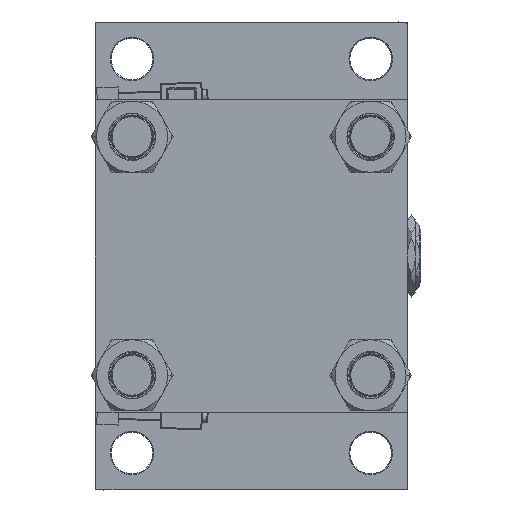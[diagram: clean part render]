
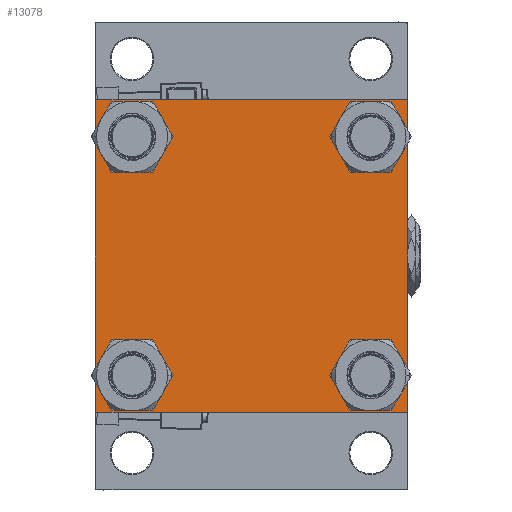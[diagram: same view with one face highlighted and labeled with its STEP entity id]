
A CAD part, left-side view. The second image highlights one B-rep face of the part: STEP entity #13078.
In plain terms, the highlighted planar face has unit normal (-1, 0, 0).
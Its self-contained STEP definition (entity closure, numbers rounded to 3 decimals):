
#182 = CARTESIAN_POINT ( 'NONE',  ( 0., 62.95, -62.95 ) ) ;
#421 = CARTESIAN_POINT ( 'NONE',  ( 0., 82., 82.5 ) ) ;
#549 = CARTESIAN_POINT ( 'NONE',  ( 0., -82., 82.5 ) ) ;
#594 = DIRECTION ( 'NONE',  ( 0., 0., -1. ) ) ;
#770 = EDGE_CURVE ( 'NONE', #49321, #30353, #17254, .T. ) ;
#1103 = ORIENTED_EDGE ( 'NONE', *, *, #4998, .F. ) ;
#2000 = CARTESIAN_POINT ( 'NONE',  ( 0., 62.95, 51.45 ) ) ;
#2133 = DIRECTION ( 'NONE',  ( 0., 0., 1. ) ) ;
#3002 = DIRECTION ( 'NONE',  ( 1., 0., 0. ) ) ;
#3666 = DIRECTION ( 'NONE',  ( 0., -0.707, -0.707 ) ) ;
#3912 = LINE ( 'NONE', #39374, #44414 ) ;
#4349 = CARTESIAN_POINT ( 'NONE',  ( 0., -62.95, 74.45 ) ) ;
#4370 = FACE_BOUND ( 'NONE', #40984, .T. ) ;
#4489 = AXIS2_PLACEMENT_3D ( 'NONE', #11094, #3002, #7410 ) ;
#4626 = DIRECTION ( 'NONE',  ( 0., 0., 1. ) ) ;
#4886 = FACE_OUTER_BOUND ( 'NONE', #21486, .T. ) ;
#4998 = EDGE_CURVE ( 'NONE', #13741, #35039, #12497, .T. ) ;
#5181 = ORIENTED_EDGE ( 'NONE', *, *, #39096, .T. ) ;
#5341 = CARTESIAN_POINT ( 'NONE',  ( 0., 82.5, -82. ) ) ;
#5415 = FACE_BOUND ( 'NONE', #18746, .T. ) ;
#5696 = ORIENTED_EDGE ( 'NONE', *, *, #770, .T. ) ;
#6158 = CIRCLE ( 'NONE', #39433, 11.5 ) ;
#6355 = CARTESIAN_POINT ( 'NONE',  ( 0., -62.95, -74.45 ) ) ;
#7077 = VERTEX_POINT ( 'NONE', #13097 ) ;
#7410 = DIRECTION ( 'NONE',  ( 0., 0., 1. ) ) ;
#8324 = ORIENTED_EDGE ( 'NONE', *, *, #33367, .F. ) ;
#9258 = LINE ( 'NONE', #41323, #9265 ) ;
#9265 = VECTOR ( 'NONE', #48902, 1000. ) ;
#9387 = VECTOR ( 'NONE', #39302, 1000. ) ;
#9917 = CARTESIAN_POINT ( 'NONE',  ( 0., 62.95, 62.95 ) ) ;
#10282 = EDGE_LOOP ( 'NONE', ( #5696, #49217 ) ) ;
#10668 = LINE ( 'NONE', #23407, #9387 ) ;
#11094 = CARTESIAN_POINT ( 'NONE',  ( 0., -62.95, -62.95 ) ) ;
#11209 = CARTESIAN_POINT ( 'NONE',  ( 0., -62.95, -51.45 ) ) ;
#11739 = LINE ( 'NONE', #39363, #28494 ) ;
#11807 = CARTESIAN_POINT ( 'NONE',  ( 0., 62.95, 74.45 ) ) ;
#12072 = VERTEX_POINT ( 'NONE', #5341 ) ;
#12439 = ORIENTED_EDGE ( 'NONE', *, *, #15650, .T. ) ;
#12497 = LINE ( 'NONE', #28382, #16525 ) ;
#12716 = CARTESIAN_POINT ( 'NONE',  ( 0., 0., 0. ) ) ;
#13078 = ADVANCED_FACE ( 'NONE', ( #4370, #5415, #43984, #21334, #4886 ), #24440, .T. ) ;
#13097 = CARTESIAN_POINT ( 'NONE',  ( 0., -62.95, 51.45 ) ) ;
#13613 = CARTESIAN_POINT ( 'NONE',  ( 0., -62.95, -62.95 ) ) ;
#13741 = VERTEX_POINT ( 'NONE', #421 ) ;
#13755 = ORIENTED_EDGE ( 'NONE', *, *, #39142, .T. ) ;
#15286 = VERTEX_POINT ( 'NONE', #6355 ) ;
#15382 = VECTOR ( 'NONE', #594, 1000. ) ;
#15532 = EDGE_CURVE ( 'NONE', #25108, #15286, #46844, .T. ) ;
#15650 = EDGE_CURVE ( 'NONE', #12072, #21285, #11739, .T. ) ;
#15978 = CARTESIAN_POINT ( 'NONE',  ( 0., 82.5, 82.5 ) ) ;
#15985 = EDGE_CURVE ( 'NONE', #21285, #51276, #10668, .T. ) ;
#16085 = VERTEX_POINT ( 'NONE', #4349 ) ;
#16125 = CARTESIAN_POINT ( 'NONE',  ( 0., 62.95, -74.45 ) ) ;
#16158 = CARTESIAN_POINT ( 'NONE',  ( 0., -82.25, -82.25 ) ) ;
#16525 = VECTOR ( 'NONE', #40369, 1000. ) ;
#17157 = CARTESIAN_POINT ( 'NONE',  ( 0., 82.25, 82.25 ) ) ;
#17254 = CIRCLE ( 'NONE', #34726, 11.5 ) ;
#17463 = CARTESIAN_POINT ( 'NONE',  ( 0., -62.95, 62.95 ) ) ;
#17826 = CARTESIAN_POINT ( 'NONE',  ( 0., 82.5, 82. ) ) ;
#18021 = EDGE_CURVE ( 'NONE', #30353, #49321, #35291, .T. ) ;
#18077 = DIRECTION ( 'NONE',  ( 1., 0., 0. ) ) ;
#18560 = EDGE_CURVE ( 'NONE', #15286, #25108, #46138, .T. ) ;
#18657 = VECTOR ( 'NONE', #28656, 1000. ) ;
#18746 = EDGE_LOOP ( 'NONE', ( #22886, #44316 ) ) ;
#19024 = DIRECTION ( 'NONE',  ( 1., 0., 0. ) ) ;
#19546 = AXIS2_PLACEMENT_3D ( 'NONE', #17463, #33365, #40643 ) ;
#19581 = EDGE_CURVE ( 'NONE', #16085, #7077, #35361, .T. ) ;
#19809 = DIRECTION ( 'NONE',  ( 0., 0.707, 0.707 ) ) ;
#20789 = ORIENTED_EDGE ( 'NONE', *, *, #19581, .T. ) ;
#21269 = EDGE_CURVE ( 'NONE', #7077, #16085, #41202, .T. ) ;
#21285 = VERTEX_POINT ( 'NONE', #31019 ) ;
#21334 = FACE_BOUND ( 'NONE', #10282, .T. ) ;
#21486 = EDGE_LOOP ( 'NONE', ( #41720, #12439, #35093, #50511, #8324, #36669, #1103, #38067 ) ) ;
#21760 = AXIS2_PLACEMENT_3D ( 'NONE', #12716, #37229, #4626 ) ;
#21980 = CIRCLE ( 'NONE', #51116, 11.5 ) ;
#21986 = AXIS2_PLACEMENT_3D ( 'NONE', #9917, #25831, #41721 ) ;
#22682 = CARTESIAN_POINT ( 'NONE',  ( 0., -62.95, 62.95 ) ) ;
#22883 = CARTESIAN_POINT ( 'NONE',  ( 0., -82., -82.5 ) ) ;
#22886 = ORIENTED_EDGE ( 'NONE', *, *, #15532, .T. ) ;
#23407 = CARTESIAN_POINT ( 'NONE',  ( 0., 82.5, -82.5 ) ) ;
#24326 = AXIS2_PLACEMENT_3D ( 'NONE', #13613, #33942, #2133 ) ;
#24440 = PLANE ( 'NONE',  #21760 ) ;
#25108 = VERTEX_POINT ( 'NONE', #11209 ) ;
#25394 = AXIS2_PLACEMENT_3D ( 'NONE', #22682, #19024, #38578 ) ;
#25831 = DIRECTION ( 'NONE',  ( 1., 0., 0. ) ) ;
#25972 = EDGE_CURVE ( 'NONE', #13741, #34847, #48182, .T. ) ;
#26695 = VERTEX_POINT ( 'NONE', #16125 ) ;
#28324 = DIRECTION ( 'NONE',  ( 1., 0., 0. ) ) ;
#28382 = CARTESIAN_POINT ( 'NONE',  ( 0., 82.5, 82.5 ) ) ;
#28494 = VECTOR ( 'NONE', #3666, 1000. ) ;
#28656 = DIRECTION ( 'NONE',  ( 0., -0.707, 0.707 ) ) ;
#28868 = CARTESIAN_POINT ( 'NONE',  ( 0., 62.95, -51.45 ) ) ;
#29188 = LINE ( 'NONE', #16158, #18657 ) ;
#30353 = VERTEX_POINT ( 'NONE', #2000 ) ;
#31019 = CARTESIAN_POINT ( 'NONE',  ( 0., 82., -82.5 ) ) ;
#31576 = CARTESIAN_POINT ( 'NONE',  ( 0., -82.5, 82. ) ) ;
#31600 = VECTOR ( 'NONE', #48974, 1000. ) ;
#33365 = DIRECTION ( 'NONE',  ( 1., 0., 0. ) ) ;
#33367 = EDGE_CURVE ( 'NONE', #34002, #37813, #9258, .T. ) ;
#33942 = DIRECTION ( 'NONE',  ( 1., 0., 0. ) ) ;
#34002 = VERTEX_POINT ( 'NONE', #31576 ) ;
#34726 = AXIS2_PLACEMENT_3D ( 'NONE', #49640, #18077, #46486 ) ;
#34847 = VERTEX_POINT ( 'NONE', #17826 ) ;
#35039 = VERTEX_POINT ( 'NONE', #549 ) ;
#35093 = ORIENTED_EDGE ( 'NONE', *, *, #15985, .T. ) ;
#35291 = CIRCLE ( 'NONE', #21986, 11.5 ) ;
#35361 = CIRCLE ( 'NONE', #19546, 11.5 ) ;
#35652 = DIRECTION ( 'NONE',  ( 0., 0., 1. ) ) ;
#36669 = ORIENTED_EDGE ( 'NONE', *, *, #41854, .T. ) ;
#37229 = DIRECTION ( 'NONE',  ( -1., 0., 0. ) ) ;
#37813 = VERTEX_POINT ( 'NONE', #49123 ) ;
#38067 = ORIENTED_EDGE ( 'NONE', *, *, #25972, .T. ) ;
#38300 = DIRECTION ( 'NONE',  ( 1., 0., 0. ) ) ;
#38578 = DIRECTION ( 'NONE',  ( 0., 0., 1. ) ) ;
#38811 = DIRECTION ( 'NONE',  ( 0., 0., 1. ) ) ;
#39096 = EDGE_CURVE ( 'NONE', #41283, #26695, #21980, .T. ) ;
#39142 = EDGE_CURVE ( 'NONE', #26695, #41283, #6158, .T. ) ;
#39302 = DIRECTION ( 'NONE',  ( 0., -1., 0. ) ) ;
#39363 = CARTESIAN_POINT ( 'NONE',  ( 0., 82.25, -82.25 ) ) ;
#39374 = CARTESIAN_POINT ( 'NONE',  ( 0., -82.25, 82.25 ) ) ;
#39433 = AXIS2_PLACEMENT_3D ( 'NONE', #182, #28324, #35652 ) ;
#39938 = LINE ( 'NONE', #15978, #15382 ) ;
#40369 = DIRECTION ( 'NONE',  ( 0., -1., 0. ) ) ;
#40643 = DIRECTION ( 'NONE',  ( 0., 0., 1. ) ) ;
#40984 = EDGE_LOOP ( 'NONE', ( #20789, #50442 ) ) ;
#41202 = CIRCLE ( 'NONE', #25394, 11.5 ) ;
#41283 = VERTEX_POINT ( 'NONE', #28868 ) ;
#41323 = CARTESIAN_POINT ( 'NONE',  ( 0., -82.5, 82.5 ) ) ;
#41720 = ORIENTED_EDGE ( 'NONE', *, *, #43695, .T. ) ;
#41721 = DIRECTION ( 'NONE',  ( 0., 0., 1. ) ) ;
#41854 = EDGE_CURVE ( 'NONE', #34002, #35039, #3912, .T. ) ;
#41912 = EDGE_CURVE ( 'NONE', #51276, #37813, #29188, .T. ) ;
#42090 = EDGE_LOOP ( 'NONE', ( #5181, #13755 ) ) ;
#43695 = EDGE_CURVE ( 'NONE', #34847, #12072, #39938, .T. ) ;
#43984 = FACE_BOUND ( 'NONE', #42090, .T. ) ;
#44316 = ORIENTED_EDGE ( 'NONE', *, *, #18560, .T. ) ;
#44414 = VECTOR ( 'NONE', #19809, 1000. ) ;
#46138 = CIRCLE ( 'NONE', #4489, 11.5 ) ;
#46486 = DIRECTION ( 'NONE',  ( 0., 0., 1. ) ) ;
#46844 = CIRCLE ( 'NONE', #24326, 11.5 ) ;
#48182 = LINE ( 'NONE', #17157, #31600 ) ;
#48902 = DIRECTION ( 'NONE',  ( 0., 0., -1. ) ) ;
#48974 = DIRECTION ( 'NONE',  ( 0., 0.707, -0.707 ) ) ;
#49123 = CARTESIAN_POINT ( 'NONE',  ( 0., -82.5, -82. ) ) ;
#49217 = ORIENTED_EDGE ( 'NONE', *, *, #18021, .T. ) ;
#49321 = VERTEX_POINT ( 'NONE', #11807 ) ;
#49640 = CARTESIAN_POINT ( 'NONE',  ( 0., 62.95, 62.95 ) ) ;
#50442 = ORIENTED_EDGE ( 'NONE', *, *, #21269, .T. ) ;
#50511 = ORIENTED_EDGE ( 'NONE', *, *, #41912, .T. ) ;
#50567 = CARTESIAN_POINT ( 'NONE',  ( 0., 62.95, -62.95 ) ) ;
#51116 = AXIS2_PLACEMENT_3D ( 'NONE', #50567, #38300, #38811 ) ;
#51276 = VERTEX_POINT ( 'NONE', #22883 ) ;
